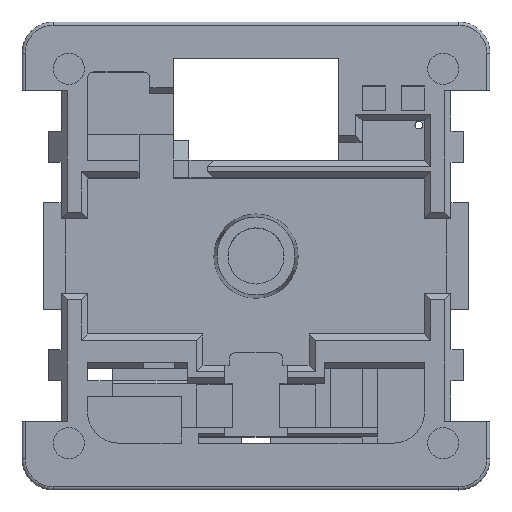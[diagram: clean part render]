
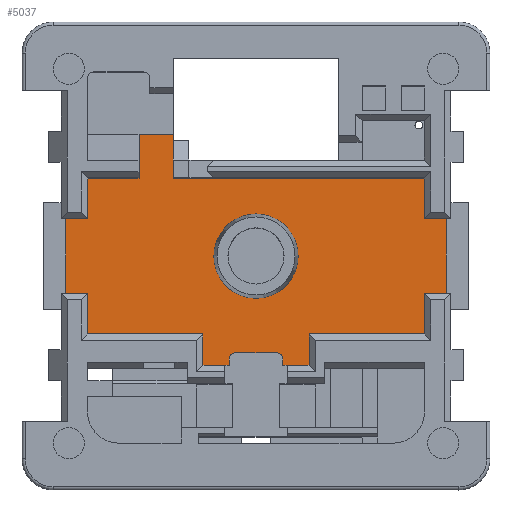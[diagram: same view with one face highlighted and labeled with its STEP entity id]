
A CAD part, top view. The second image highlights one B-rep face of the part: STEP entity #5037.
In plain terms, the highlighted planar face has unit normal (0, 0, 1).
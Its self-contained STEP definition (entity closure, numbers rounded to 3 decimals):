
#2745 = VERTEX_POINT('',#2746);
#2746 = CARTESIAN_POINT('',(-5.4,-1.2,0.5));
#2752 = EDGE_CURVE('',#2745,#2753,#2755,.T.);
#2753 = VERTEX_POINT('',#2754);
#2754 = CARTESIAN_POINT('',(-6.1,-1.2,0.5));
#2755 = LINE('',#2756,#2757);
#2756 = CARTESIAN_POINT('',(-2.7,-1.2,0.5));
#2757 = VECTOR('',#2758,1.);
#2758 = DIRECTION('',(-1.,0.,0.));
#2811 = VERTEX_POINT('',#2812);
#2812 = CARTESIAN_POINT('',(-5.4,-2.5,0.5));
#2818 = EDGE_CURVE('',#2811,#2745,#2819,.T.);
#2819 = LINE('',#2820,#2821);
#2820 = CARTESIAN_POINT('',(-5.4,-1.8,0.5));
#2821 = VECTOR('',#2822,1.);
#2822 = DIRECTION('',(0.,1.,0.));
#2858 = VERTEX_POINT('',#2859);
#2859 = CARTESIAN_POINT('',(-1.7,-2.5,0.5));
#2865 = EDGE_CURVE('',#2858,#2811,#2866,.T.);
#2866 = LINE('',#2867,#2868);
#2867 = CARTESIAN_POINT('',(-0.85,-2.5,0.5));
#2868 = VECTOR('',#2869,1.);
#2869 = DIRECTION('',(-1.,0.,0.));
#2899 = VERTEX_POINT('',#2900);
#2900 = CARTESIAN_POINT('',(-1.7,-3.5,0.5));
#2906 = EDGE_CURVE('',#2899,#2858,#2907,.T.);
#2907 = LINE('',#2908,#2909);
#2908 = CARTESIAN_POINT('',(-1.7,-2.3,0.5));
#2909 = VECTOR('',#2910,1.);
#2910 = DIRECTION('',(0.,1.,0.));
#3080 = VERTEX_POINT('',#3081);
#3081 = CARTESIAN_POINT('',(-0.85,-3.5,0.5));
#3087 = EDGE_CURVE('',#3080,#2899,#3088,.T.);
#3088 = LINE('',#3089,#3090);
#3089 = CARTESIAN_POINT('',(0.85,-3.5,0.5));
#3090 = VECTOR('',#3091,1.);
#3091 = DIRECTION('',(-1.,0.,0.));
#3354 = VERTEX_POINT('',#3355);
#3355 = CARTESIAN_POINT('',(5.4,-1.2,0.5));
#3372 = VERTEX_POINT('',#3373);
#3373 = CARTESIAN_POINT('',(6.1,-1.2,0.5));
#3379 = EDGE_CURVE('',#3372,#3354,#3380,.T.);
#3380 = LINE('',#3381,#3382);
#3381 = CARTESIAN_POINT('',(3.05,-1.2,0.5));
#3382 = VECTOR('',#3383,1.);
#3383 = DIRECTION('',(-1.,0.,0.));
#3396 = VERTEX_POINT('',#3397);
#3397 = CARTESIAN_POINT('',(5.4,-2.5,0.5));
#3403 = EDGE_CURVE('',#3354,#3396,#3404,.T.);
#3404 = LINE('',#3405,#3406);
#3405 = CARTESIAN_POINT('',(5.4,-1.15,0.5));
#3406 = VECTOR('',#3407,1.);
#3407 = DIRECTION('',(0.,-1.,0.));
#3485 = EDGE_CURVE('',#3396,#3486,#3488,.T.);
#3486 = VERTEX_POINT('',#3487);
#3487 = CARTESIAN_POINT('',(1.7,-2.5,0.5));
#3488 = LINE('',#3489,#3490);
#3489 = CARTESIAN_POINT('',(2.7,-2.5,0.5));
#3490 = VECTOR('',#3491,1.);
#3491 = DIRECTION('',(-1.,0.,0.));
#3525 = EDGE_CURVE('',#3486,#3526,#3528,.T.);
#3526 = VERTEX_POINT('',#3527);
#3527 = CARTESIAN_POINT('',(1.7,-3.5,0.5));
#3528 = LINE('',#3529,#3530);
#3529 = CARTESIAN_POINT('',(1.7,-1.8,0.5));
#3530 = VECTOR('',#3531,1.);
#3531 = DIRECTION('',(0.,-1.,0.));
#3577 = EDGE_CURVE('',#3526,#3578,#3580,.T.);
#3578 = VERTEX_POINT('',#3579);
#3579 = CARTESIAN_POINT('',(0.85,-3.5,0.5));
#3580 = LINE('',#3581,#3582);
#3581 = CARTESIAN_POINT('',(0.85,-3.5,0.5));
#3582 = VECTOR('',#3583,1.);
#3583 = DIRECTION('',(-1.,0.,0.));
#5037 = ADVANCED_FACE('',(#5038,#5184),#5195,.T.);
#5038 = FACE_BOUND('',#5039,.T.);
#5039 = EDGE_LOOP('',(#5040,#5048,#5057,#5065,#5074,#5080,#5081,#5082,
    #5083,#5084,#5085,#5093,#5101,#5109,#5117,#5125,#5133,#5141,#5149,
    #5157,#5165,#5173,#5179,#5180,#5181,#5182,#5183));
#5040 = ORIENTED_EDGE('',*,*,#5041,.T.);
#5041 = EDGE_CURVE('',#3080,#5042,#5044,.T.);
#5042 = VERTEX_POINT('',#5043);
#5043 = CARTESIAN_POINT('',(-0.85,-3.3,0.5));
#5044 = LINE('',#5045,#5046);
#5045 = CARTESIAN_POINT('',(-0.85,-2.3,0.5));
#5046 = VECTOR('',#5047,1.);
#5047 = DIRECTION('',(0.,1.,0.));
#5048 = ORIENTED_EDGE('',*,*,#5049,.T.);
#5049 = EDGE_CURVE('',#5042,#5050,#5052,.T.);
#5050 = VERTEX_POINT('',#5051);
#5051 = CARTESIAN_POINT('',(-0.65,-3.1,0.5));
#5052 = CIRCLE('',#5053,0.2);
#5053 = AXIS2_PLACEMENT_3D('',#5054,#5055,#5056);
#5054 = CARTESIAN_POINT('',(-0.65,-3.3,0.5));
#5055 = DIRECTION('',(-0.,-0.,-1.));
#5056 = DIRECTION('',(0.,-1.,0.));
#5057 = ORIENTED_EDGE('',*,*,#5058,.T.);
#5058 = EDGE_CURVE('',#5050,#5059,#5061,.T.);
#5059 = VERTEX_POINT('',#5060);
#5060 = CARTESIAN_POINT('',(0.65,-3.1,0.5));
#5061 = LINE('',#5062,#5063);
#5062 = CARTESIAN_POINT('',(-0.425,-3.1,0.5));
#5063 = VECTOR('',#5064,1.);
#5064 = DIRECTION('',(1.,0.,0.));
#5065 = ORIENTED_EDGE('',*,*,#5066,.T.);
#5066 = EDGE_CURVE('',#5059,#5067,#5069,.T.);
#5067 = VERTEX_POINT('',#5068);
#5068 = CARTESIAN_POINT('',(0.85,-3.3,0.5));
#5069 = CIRCLE('',#5070,0.2);
#5070 = AXIS2_PLACEMENT_3D('',#5071,#5072,#5073);
#5071 = CARTESIAN_POINT('',(0.65,-3.3,0.5));
#5072 = DIRECTION('',(-0.,-0.,-1.));
#5073 = DIRECTION('',(0.,-1.,0.));
#5074 = ORIENTED_EDGE('',*,*,#5075,.T.);
#5075 = EDGE_CURVE('',#5067,#3578,#5076,.T.);
#5076 = LINE('',#5077,#5078);
#5077 = CARTESIAN_POINT('',(0.85,-2.1,0.5));
#5078 = VECTOR('',#5079,1.);
#5079 = DIRECTION('',(0.,-1.,0.));
#5080 = ORIENTED_EDGE('',*,*,#3577,.F.);
#5081 = ORIENTED_EDGE('',*,*,#3525,.F.);
#5082 = ORIENTED_EDGE('',*,*,#3485,.F.);
#5083 = ORIENTED_EDGE('',*,*,#3403,.F.);
#5084 = ORIENTED_EDGE('',*,*,#3379,.F.);
#5085 = ORIENTED_EDGE('',*,*,#5086,.F.);
#5086 = EDGE_CURVE('',#5087,#3372,#5089,.T.);
#5087 = VERTEX_POINT('',#5088);
#5088 = CARTESIAN_POINT('',(6.1,1.2,0.5));
#5089 = LINE('',#5090,#5091);
#5090 = CARTESIAN_POINT('',(6.1,0.05,0.5));
#5091 = VECTOR('',#5092,1.);
#5092 = DIRECTION('',(0.,-1.,0.));
#5093 = ORIENTED_EDGE('',*,*,#5094,.F.);
#5094 = EDGE_CURVE('',#5095,#5087,#5097,.T.);
#5095 = VERTEX_POINT('',#5096);
#5096 = CARTESIAN_POINT('',(5.4,1.2,0.5));
#5097 = LINE('',#5098,#5099);
#5098 = CARTESIAN_POINT('',(2.7,1.2,0.5));
#5099 = VECTOR('',#5100,1.);
#5100 = DIRECTION('',(1.,0.,0.));
#5101 = ORIENTED_EDGE('',*,*,#5102,.F.);
#5102 = EDGE_CURVE('',#5103,#5095,#5105,.T.);
#5103 = VERTEX_POINT('',#5104);
#5104 = CARTESIAN_POINT('',(5.4,2.5,0.5));
#5105 = LINE('',#5106,#5107);
#5106 = CARTESIAN_POINT('',(5.4,0.7,0.5));
#5107 = VECTOR('',#5108,1.);
#5108 = DIRECTION('',(0.,-1.,0.));
#5109 = ORIENTED_EDGE('',*,*,#5110,.F.);
#5110 = EDGE_CURVE('',#5111,#5103,#5113,.T.);
#5111 = VERTEX_POINT('',#5112);
#5112 = CARTESIAN_POINT('',(-2.65,2.5,0.5));
#5113 = LINE('',#5114,#5115);
#5114 = CARTESIAN_POINT('',(-1.325,2.5,0.5));
#5115 = VECTOR('',#5116,1.);
#5116 = DIRECTION('',(1.,0.,0.));
#5117 = ORIENTED_EDGE('',*,*,#5118,.F.);
#5118 = EDGE_CURVE('',#5119,#5111,#5121,.T.);
#5119 = VERTEX_POINT('',#5120);
#5120 = CARTESIAN_POINT('',(-2.65,3.075,0.5));
#5121 = LINE('',#5122,#5123);
#5122 = CARTESIAN_POINT('',(-2.65,3.05,0.5));
#5123 = VECTOR('',#5124,1.);
#5124 = DIRECTION('',(0.,-1.,0.));
#5125 = ORIENTED_EDGE('',*,*,#5126,.F.);
#5126 = EDGE_CURVE('',#5127,#5119,#5129,.T.);
#5127 = VERTEX_POINT('',#5128);
#5128 = CARTESIAN_POINT('',(-2.65,3.9,0.5));
#5129 = LINE('',#5130,#5131);
#5130 = CARTESIAN_POINT('',(-2.65,3.05,0.5));
#5131 = VECTOR('',#5132,1.);
#5132 = DIRECTION('',(0.,-1.,0.));
#5133 = ORIENTED_EDGE('',*,*,#5134,.F.);
#5134 = EDGE_CURVE('',#5135,#5127,#5137,.T.);
#5135 = VERTEX_POINT('',#5136);
#5136 = CARTESIAN_POINT('',(-3.75,3.9,0.5));
#5137 = LINE('',#5138,#5139);
#5138 = CARTESIAN_POINT('',(-7.5,3.9,0.5));
#5139 = VECTOR('',#5140,1.);
#5140 = DIRECTION('',(1.,0.,0.));
#5141 = ORIENTED_EDGE('',*,*,#5142,.F.);
#5142 = EDGE_CURVE('',#5143,#5135,#5145,.T.);
#5143 = VERTEX_POINT('',#5144);
#5144 = CARTESIAN_POINT('',(-3.75,2.5,0.5));
#5145 = LINE('',#5146,#5147);
#5146 = CARTESIAN_POINT('',(-3.75,0.997,0.5));
#5147 = VECTOR('',#5148,1.);
#5148 = DIRECTION('',(0.,1.,0.));
#5149 = ORIENTED_EDGE('',*,*,#5150,.F.);
#5150 = EDGE_CURVE('',#5151,#5143,#5153,.T.);
#5151 = VERTEX_POINT('',#5152);
#5152 = CARTESIAN_POINT('',(-5.4,2.5,0.5));
#5153 = LINE('',#5154,#5155);
#5154 = CARTESIAN_POINT('',(-1.875,2.5,0.5));
#5155 = VECTOR('',#5156,1.);
#5156 = DIRECTION('',(1.,0.,0.));
#5157 = ORIENTED_EDGE('',*,*,#5158,.F.);
#5158 = EDGE_CURVE('',#5159,#5151,#5161,.T.);
#5159 = VERTEX_POINT('',#5160);
#5160 = CARTESIAN_POINT('',(-5.4,1.2,0.5));
#5161 = LINE('',#5162,#5163);
#5162 = CARTESIAN_POINT('',(-5.4,0.05,0.5));
#5163 = VECTOR('',#5164,1.);
#5164 = DIRECTION('',(0.,1.,0.));
#5165 = ORIENTED_EDGE('',*,*,#5166,.F.);
#5166 = EDGE_CURVE('',#5167,#5159,#5169,.T.);
#5167 = VERTEX_POINT('',#5168);
#5168 = CARTESIAN_POINT('',(-6.1,1.2,0.5));
#5169 = LINE('',#5170,#5171);
#5170 = CARTESIAN_POINT('',(-3.05,1.2,0.5));
#5171 = VECTOR('',#5172,1.);
#5172 = DIRECTION('',(1.,0.,0.));
#5173 = ORIENTED_EDGE('',*,*,#5174,.F.);
#5174 = EDGE_CURVE('',#2753,#5167,#5175,.T.);
#5175 = LINE('',#5176,#5177);
#5176 = CARTESIAN_POINT('',(-6.1,-1.15,0.5));
#5177 = VECTOR('',#5178,1.);
#5178 = DIRECTION('',(0.,1.,0.));
#5179 = ORIENTED_EDGE('',*,*,#2752,.F.);
#5180 = ORIENTED_EDGE('',*,*,#2818,.F.);
#5181 = ORIENTED_EDGE('',*,*,#2865,.F.);
#5182 = ORIENTED_EDGE('',*,*,#2906,.F.);
#5183 = ORIENTED_EDGE('',*,*,#3087,.F.);
#5184 = FACE_BOUND('',#5185,.T.);
#5185 = EDGE_LOOP('',(#5186));
#5186 = ORIENTED_EDGE('',*,*,#5187,.T.);
#5187 = EDGE_CURVE('',#5188,#5188,#5190,.T.);
#5188 = VERTEX_POINT('',#5189);
#5189 = CARTESIAN_POINT('',(1.35,0.,0.5));
#5190 = CIRCLE('',#5191,1.35);
#5191 = AXIS2_PLACEMENT_3D('',#5192,#5193,#5194);
#5192 = CARTESIAN_POINT('',(0.,0.,0.5));
#5193 = DIRECTION('',(0.,0.,-1.));
#5194 = DIRECTION('',(1.,0.,0.));
#5195 = PLANE('',#5196);
#5196 = AXIS2_PLACEMENT_3D('',#5197,#5198,#5199);
#5197 = CARTESIAN_POINT('',(0.,-1.1,0.5));
#5198 = DIRECTION('',(0.,0.,1.));
#5199 = DIRECTION('',(1.,0.,0.));
